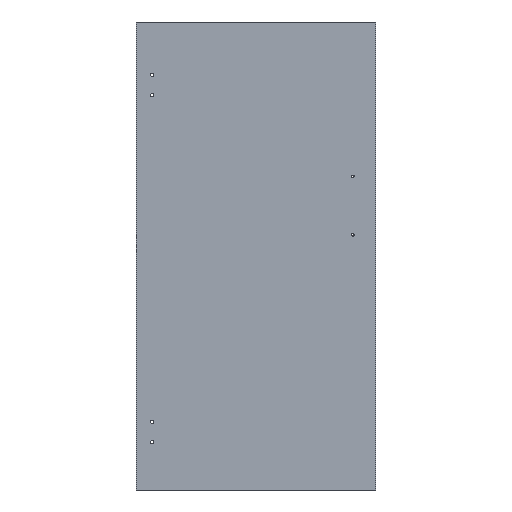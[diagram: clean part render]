
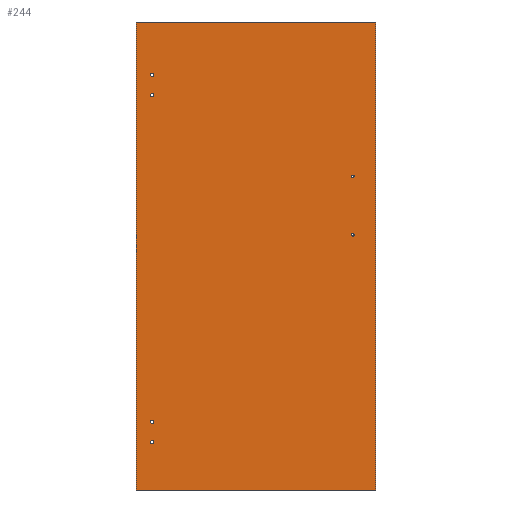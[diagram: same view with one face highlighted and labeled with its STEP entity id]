
A CAD part, left-side view. The second image highlights one B-rep face of the part: STEP entity #244.
In plain terms, the highlighted planar face has unit normal (-1, 0, 0).
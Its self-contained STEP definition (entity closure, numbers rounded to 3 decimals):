
#21=FACE_BOUND('',#63,.T.);
#22=FACE_BOUND('',#64,.T.);
#23=FACE_BOUND('',#65,.T.);
#24=FACE_BOUND('',#66,.T.);
#25=FACE_BOUND('',#67,.T.);
#26=FACE_BOUND('',#68,.T.);
#32=PLANE('',#280);
#44=FACE_OUTER_BOUND('',#62,.T.);
#62=EDGE_LOOP('',(#217,#218,#219,#220));
#63=EDGE_LOOP('',(#221));
#64=EDGE_LOOP('',(#222));
#65=EDGE_LOOP('',(#223));
#66=EDGE_LOOP('',(#224));
#67=EDGE_LOOP('',(#225));
#68=EDGE_LOOP('',(#226));
#75=LINE('',#389,#93);
#79=LINE('',#397,#97);
#82=LINE('',#403,#100);
#85=LINE('',#408,#103);
#93=VECTOR('',#327,10.);
#97=VECTOR('',#333,10.);
#100=VECTOR('',#338,10.);
#103=VECTOR('',#343,10.);
#105=CIRCLE('',#258,1.6);
#107=CIRCLE('',#261,1.6);
#109=CIRCLE('',#264,1.3);
#111=CIRCLE('',#267,1.6);
#113=CIRCLE('',#270,1.6);
#115=CIRCLE('',#273,1.3);
#117=VERTEX_POINT('',#351);
#119=VERTEX_POINT('',#357);
#121=VERTEX_POINT('',#363);
#123=VERTEX_POINT('',#369);
#125=VERTEX_POINT('',#375);
#127=VERTEX_POINT('',#381);
#129=VERTEX_POINT('',#387);
#130=VERTEX_POINT('',#388);
#133=VERTEX_POINT('',#396);
#135=VERTEX_POINT('',#402);
#137=EDGE_CURVE('',#117,#117,#105,.T.);
#140=EDGE_CURVE('',#119,#119,#107,.T.);
#143=EDGE_CURVE('',#121,#121,#109,.T.);
#146=EDGE_CURVE('',#123,#123,#111,.T.);
#149=EDGE_CURVE('',#125,#125,#113,.T.);
#152=EDGE_CURVE('',#127,#127,#115,.T.);
#155=EDGE_CURVE('',#129,#130,#75,.T.);
#159=EDGE_CURVE('',#130,#133,#79,.T.);
#162=EDGE_CURVE('',#133,#135,#82,.T.);
#165=EDGE_CURVE('',#135,#129,#85,.T.);
#217=ORIENTED_EDGE('',*,*,#165,.T.);
#218=ORIENTED_EDGE('',*,*,#155,.T.);
#219=ORIENTED_EDGE('',*,*,#159,.T.);
#220=ORIENTED_EDGE('',*,*,#162,.T.);
#221=ORIENTED_EDGE('',*,*,#137,.T.);
#222=ORIENTED_EDGE('',*,*,#140,.T.);
#223=ORIENTED_EDGE('',*,*,#143,.T.);
#224=ORIENTED_EDGE('',*,*,#146,.T.);
#225=ORIENTED_EDGE('',*,*,#149,.T.);
#226=ORIENTED_EDGE('',*,*,#152,.T.);
#244=ADVANCED_FACE('',(#44,#21,#22,#23,#24,#25,#26),#32,.F.);
#258=AXIS2_PLACEMENT_3D('',#352,#285,#286);
#261=AXIS2_PLACEMENT_3D('',#358,#292,#293);
#264=AXIS2_PLACEMENT_3D('',#364,#299,#300);
#267=AXIS2_PLACEMENT_3D('',#370,#306,#307);
#270=AXIS2_PLACEMENT_3D('',#376,#313,#314);
#273=AXIS2_PLACEMENT_3D('',#382,#320,#321);
#280=AXIS2_PLACEMENT_3D('',#411,#347,#348);
#285=DIRECTION('center_axis',(1.,0.,0.));
#286=DIRECTION('ref_axis',(0.,0.,-1.));
#292=DIRECTION('center_axis',(1.,0.,0.));
#293=DIRECTION('ref_axis',(0.,0.,-1.));
#299=DIRECTION('center_axis',(1.,0.,0.));
#300=DIRECTION('ref_axis',(0.,0.,-1.));
#306=DIRECTION('center_axis',(1.,0.,0.));
#307=DIRECTION('ref_axis',(0.,0.,-1.));
#313=DIRECTION('center_axis',(1.,0.,0.));
#314=DIRECTION('ref_axis',(0.,0.,-1.));
#320=DIRECTION('center_axis',(1.,0.,0.));
#321=DIRECTION('ref_axis',(0.,0.,-1.));
#327=DIRECTION('',(0.,1.,0.));
#333=DIRECTION('',(0.,0.,-1.));
#338=DIRECTION('',(0.,-1.,0.));
#343=DIRECTION('',(0.,0.,1.));
#347=DIRECTION('center_axis',(1.,0.,0.));
#348=DIRECTION('ref_axis',(0.,0.,
-1.));
#351=CARTESIAN_POINT('',(-42.25,261.25,67.1));
#352=CARTESIAN_POINT('Origin',(-42.25,261.25,65.5));
#357=CARTESIAN_POINT('',(-42.25,261.25,391.1));
#358=CARTESIAN_POINT('Origin',(-42.25,261.25,389.5));
#363=CARTESIAN_POINT('',(-42.25,62.25,310.3));
#364=CARTESIAN_POINT('Origin',(-42.25,62.25,309.));
#369=CARTESIAN_POINT('',(-42.25,261.25,47.1));
#370=CARTESIAN_POINT('Origin',(-42.25,261.25,45.5));
#375=CARTESIAN_POINT('',(-42.25,261.25,411.1));
#376=CARTESIAN_POINT('Origin',(-42.25,261.25,409.5));
#381=CARTESIAN_POINT('',(-42.25,62.25,252.3));
#382=CARTESIAN_POINT('Origin',(-42.25,62.25,251.));
#387=CARTESIAN_POINT('',(-42.25,39.75,462.));
#388=CARTESIAN_POINT('',(-42.25,276.75,462.));
#389=CARTESIAN_POINT('',(-42.25,39.75,462.));
#396=CARTESIAN_POINT('',(-42.25,276.75,-2.));
#397=CARTESIAN_POINT('',(-42.25,276.75,462.));
#402=CARTESIAN_POINT('',(-42.25,39.75,-2.));
#403=CARTESIAN_POINT('',(-42.25,276.75,-2.));
#408=CARTESIAN_POINT('',(-42.25,39.75,-2.));
#411=CARTESIAN_POINT('Origin',(-42.25,158.25,230.));
